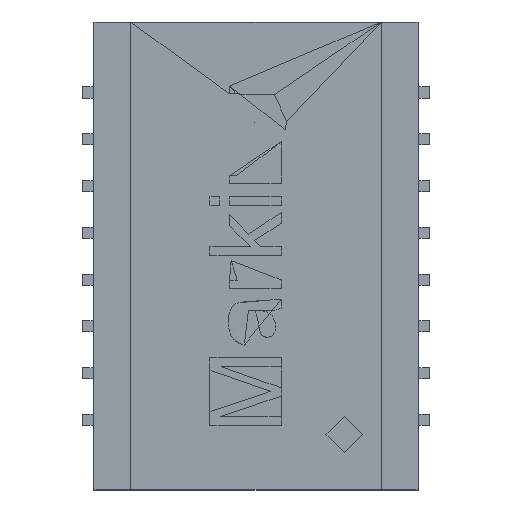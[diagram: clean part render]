
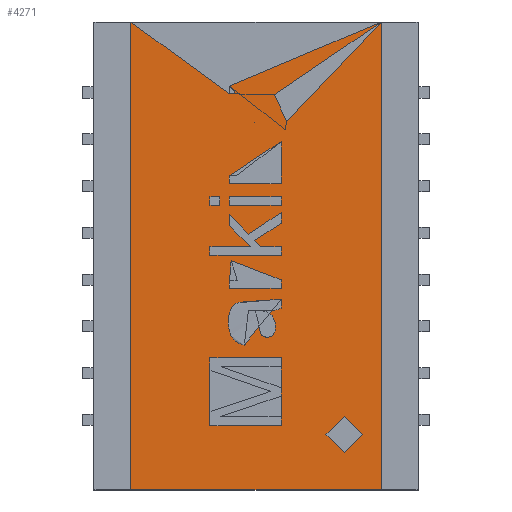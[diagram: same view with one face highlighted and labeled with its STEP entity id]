
A CAD part, top view. The second image highlights one B-rep face of the part: STEP entity #4271.
In plain terms, the highlighted planar face has unit normal (0, 0, -1).
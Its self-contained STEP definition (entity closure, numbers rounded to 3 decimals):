
#394=FACE_OUTER_BOUND($,#639,.T.);
#639=EDGE_LOOP($,(#3621,#3622,#3623,#3624));
#1114=LINE($,#7392,#1612);
#1115=LINE($,#7394,#1613);
#1116=LINE($,#7396,#1614);
#1117=LINE($,#7397,#1615);
#1612=VECTOR($,#5594,12.7);
#1613=VECTOR($,#5595,8.8);
#1614=VECTOR($,#5596,12.7);
#1615=VECTOR($,#5597,8.8);
#2032=VERTEX_POINT($,#7390);
#2033=VERTEX_POINT($,#7391);
#2034=VERTEX_POINT($,#7393);
#2035=VERTEX_POINT($,#7395);
#2589=EDGE_CURVE($,#2032,#2033,#1114,.T.);
#2590=EDGE_CURVE($,#2033,#2034,#1115,.T.);
#2591=EDGE_CURVE($,#2034,#2035,#1116,.T.);
#2592=EDGE_CURVE($,#2035,#2032,#1117,.T.);
#3621=ORIENTED_EDGE($,*,*,#2589,.T.);
#3622=ORIENTED_EDGE($,*,*,#2590,.T.);
#3623=ORIENTED_EDGE($,*,*,#2591,.T.);
#3624=ORIENTED_EDGE($,*,*,#2592,.T.);
#4036=PLANE($,#4611);
#4271=ADVANCED_FACE($,(#394),#4036,.T.);
#4611=AXIS2_PLACEMENT_3D($,#7389,#5592,#5593);
#5592=DIRECTION('center_axis',(0.,0.,-1.));
#5593=DIRECTION('ref_axis',(-1.,0.,0.));
#5594=DIRECTION($,(0.,-1.,0.));
#5595=DIRECTION($,(-1.,0.,0.));
#5596=DIRECTION($,(0.,1.,0.));
#5597=DIRECTION($,(1.,0.,0.));
#7389=CARTESIAN_POINT('Origin',(0.,0.,1.551));
#7390=CARTESIAN_POINT('',(4.4,6.35,1.551));
#7391=CARTESIAN_POINT('',(4.4,-6.35,1.551));
#7392=CARTESIAN_POINT($,(4.4,6.35,1.551));
#7393=CARTESIAN_POINT('',(-4.4,-6.35,1.551));
#7394=CARTESIAN_POINT($,(4.4,-6.35,1.551));
#7395=CARTESIAN_POINT('',(-4.4,6.35,1.551));
#7396=CARTESIAN_POINT($,(-4.4,-6.35,1.551));
#7397=CARTESIAN_POINT($,(-4.4,6.35,1.551));
